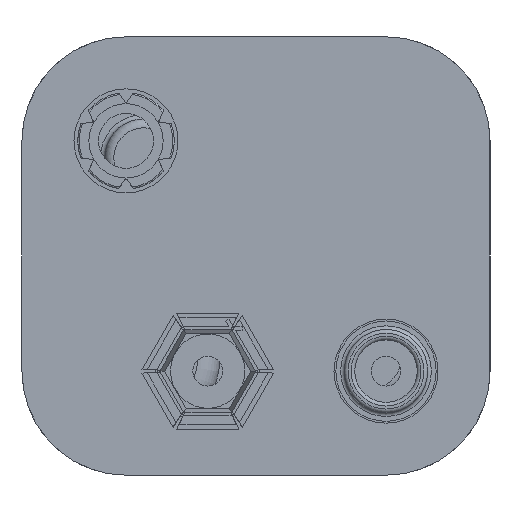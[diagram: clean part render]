
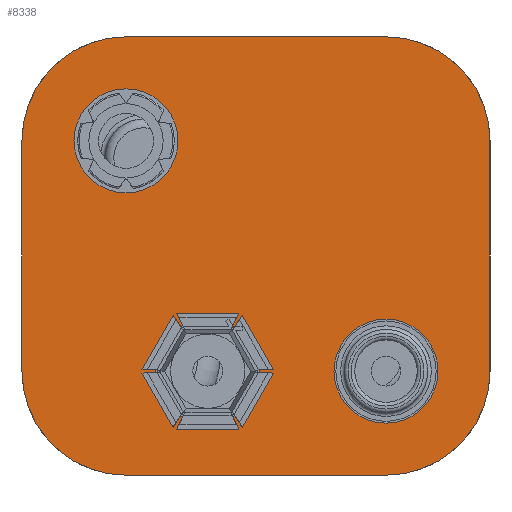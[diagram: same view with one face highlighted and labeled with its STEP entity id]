
A CAD part, left-side view. The second image highlights one B-rep face of the part: STEP entity #8338.
In plain terms, the highlighted planar face has unit normal (-1, 0, 0).
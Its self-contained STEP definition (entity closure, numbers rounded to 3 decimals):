
#199=FACE_BOUND('',#1119,.T.);
#200=FACE_BOUND('',#1120,.T.);
#201=FACE_BOUND('',#1121,.T.);
#332=PLANE('',#8910);
#651=FACE_OUTER_BOUND('',#1118,.T.);
#1118=EDGE_LOOP('',(#6334,#6335,#6336,#6337,#6338,#6339,#6340,#6341));
#1119=EDGE_LOOP('',(#6342));
#1120=EDGE_LOOP('',(#6343));
#1121=EDGE_LOOP('',(#6344));
#1784=LINE('',#12763,#2621);
#1795=LINE('',#12794,#2632);
#1801=LINE('',#12803,#2638);
#1804=LINE('',#12813,#2641);
#2621=VECTOR('',#10234,10.);
#2632=VECTOR('',#10269,10.);
#2638=VECTOR('',#10277,10.);
#2641=VECTOR('',#10292,10.);
#3145=CIRCLE('',#8696,3.5);
#3148=CIRCLE('',#8701,3.5);
#3151=CIRCLE('',#8706,3.5);
#3215=CIRCLE('',#8886,7.);
#3218=CIRCLE('',#8896,7.);
#3219=CIRCLE('',#8898,7.);
#3222=CIRCLE('',#8909,7.);
#3480=VERTEX_POINT('',#11983);
#3483=VERTEX_POINT('',#11992);
#3486=VERTEX_POINT('',#12001);
#3742=VERTEX_POINT('',#12745);
#3743=VERTEX_POINT('',#12747);
#3746=VERTEX_POINT('',#12761);
#3749=VERTEX_POINT('',#12773);
#3750=VERTEX_POINT('',#12777);
#3751=VERTEX_POINT('',#12779);
#3754=VERTEX_POINT('',#12793);
#3756=VERTEX_POINT('',#12801);
#4299=EDGE_CURVE('',#3480,#3480,#3145,.T.);
#4303=EDGE_CURVE('',#3483,#3483,#3148,.T.);
#4307=EDGE_CURVE('',#3486,#3486,#3151,.T.);
#4680=EDGE_CURVE('',#3742,#3743,#3215,.T.);
#4688=EDGE_CURVE('',#3746,#3742,#1784,.T.);
#4694=EDGE_CURVE('',#3749,#3746,#3218,.T.);
#4696=EDGE_CURVE('',#3750,#3751,#3219,.T.);
#4703=EDGE_CURVE('',#3743,#3754,#1795,.T.);
#4709=EDGE_CURVE('',#3756,#3750,#1801,.T.);
#4713=EDGE_CURVE('',#3754,#3756,#3222,.T.);
#4714=EDGE_CURVE('',#3751,#3749,#1804,.T.);
#6334=ORIENTED_EDGE('',*,*,#4694,.F.);
#6335=ORIENTED_EDGE('',*,*,#4714,.F.);
#6336=ORIENTED_EDGE('',*,*,#4696,.F.);
#6337=ORIENTED_EDGE('',*,*,#4709,.F.);
#6338=ORIENTED_EDGE('',*,*,#4713,.F.);
#6339=ORIENTED_EDGE('',*,*,#4703,.F.);
#6340=ORIENTED_EDGE('',*,*,#4680,.F.);
#6341=ORIENTED_EDGE('',*,*,#4688,.F.);
#6342=ORIENTED_EDGE('',*,*,#4299,.T.);
#6343=ORIENTED_EDGE('',*,*,#4303,.T.);
#6344=ORIENTED_EDGE('',*,*,#4307,.T.);
#8338=ADVANCED_FACE('',(#651,#199,#200,#201),#332,.F.);
#8696=AXIS2_PLACEMENT_3D('',#11984,#9525,#9526);
#8701=AXIS2_PLACEMENT_3D('',#11993,#9536,#9537);
#8706=AXIS2_PLACEMENT_3D('',#12002,#9547,#9548);
#8886=AXIS2_PLACEMENT_3D('',#12748,#10216,#10217);
#8896=AXIS2_PLACEMENT_3D('',#12775,#10247,#10248);
#8898=AXIS2_PLACEMENT_3D('',#12780,#10252,#10253);
#8909=AXIS2_PLACEMENT_3D('',#12811,#10288,#10289);
#8910=AXIS2_PLACEMENT_3D('',#12812,#10290,#10291);
#9525=DIRECTION('center_axis',(1.,0.,0.));
#9526=DIRECTION('ref_axis',(0.,-1.,0.));
#9536=DIRECTION('center_axis',(1.,0.,0.));
#9537=DIRECTION('ref_axis',(0.,-1.,0.));
#9547=DIRECTION('center_axis',(1.,0.,0.));
#9548=DIRECTION('ref_axis',(0.,-1.,0.));
#10216=DIRECTION('center_axis',(1.,0.,0.));
#10217=DIRECTION('ref_axis',(0.,-0.707,0.707));
#10234=DIRECTION('',(0.,-1.,0.));
#10247=DIRECTION('center_axis',(1.,0.,0.));
#10248=DIRECTION('ref_axis',(0.,0.707,0.707));
#10252=DIRECTION('center_axis',(1.,0.,0.));
#10253=DIRECTION('ref_axis',(0.,0.707,-0.707));
#10269=DIRECTION('',(0.,0.,-1.));
#10277=DIRECTION('',(0.,1.,0.));
#10288=DIRECTION('center_axis',(1.,0.,0.));
#10289=DIRECTION('ref_axis',(0.,-0.707,-0.707));
#10290=DIRECTION('center_axis',(1.,0.,0.));
#10291=DIRECTION('ref_axis',(0.,1.,0.));
#10292=DIRECTION('',(0.,0.,1.));
#11983=CARTESIAN_POINT('',(0.,28.,22.5));
#11984=CARTESIAN_POINT('Origin',(0.,24.5,22.5));
#11992=CARTESIAN_POINT('',(0.,22.5,7.));
#11993=CARTESIAN_POINT('Origin',(0.,19.,7.));
#12001=CARTESIAN_POINT('',(0.,10.5,7.));
#12002=CARTESIAN_POINT('Origin',(0.,7.,7.));
#12745=CARTESIAN_POINT('',(0.,7.,29.5));
#12747=CARTESIAN_POINT('',(0.,0.,22.5));
#12748=CARTESIAN_POINT('Origin',(0.,7.,22.5));
#12761=CARTESIAN_POINT('',(0.,24.5,29.5));
#12763=CARTESIAN_POINT('',(0.,31.5,29.5));
#12773=CARTESIAN_POINT('',(0.,31.5,22.5));
#12775=CARTESIAN_POINT('Origin',(0.,24.5,22.5));
#12777=CARTESIAN_POINT('',(0.,24.5,0.));
#12779=CARTESIAN_POINT('',(0.,31.5,7.));
#12780=CARTESIAN_POINT('Origin',(0.,24.5,7.));
#12793=CARTESIAN_POINT('',(0.,0.,7.));
#12794=CARTESIAN_POINT('',(0.,0.,29.5));
#12801=CARTESIAN_POINT('',(0.,7.,0.));
#12803=CARTESIAN_POINT('',(0.,0.,0.));
#12811=CARTESIAN_POINT('Origin',(0.,7.,7.));
#12812=CARTESIAN_POINT('Origin',(0.,15.75,14.75));
#12813=CARTESIAN_POINT('',(0.,31.5,0.));
